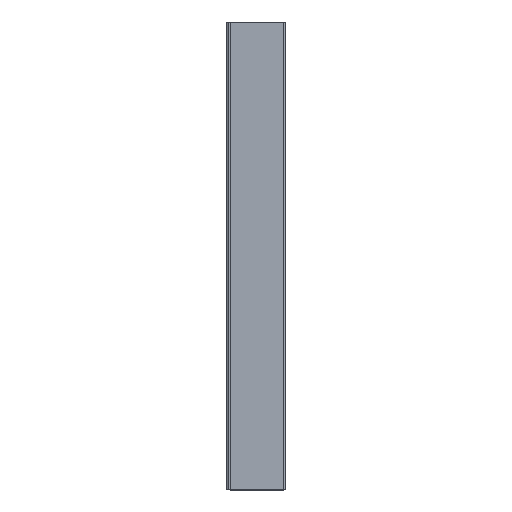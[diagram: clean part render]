
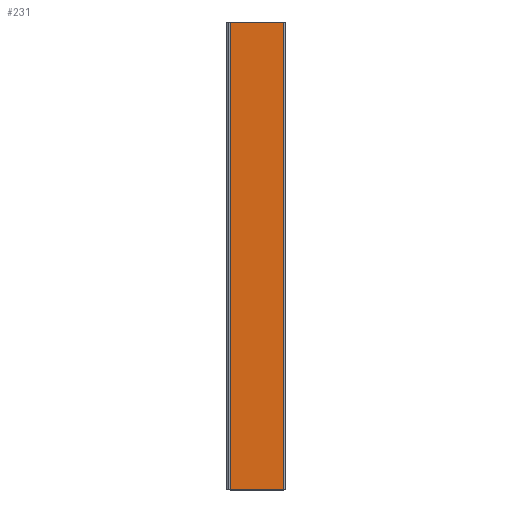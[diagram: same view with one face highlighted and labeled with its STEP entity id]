
A CAD part, top view. The second image highlights one B-rep face of the part: STEP entity #231.
In plain terms, the highlighted planar face has unit normal (0, 0, 1).
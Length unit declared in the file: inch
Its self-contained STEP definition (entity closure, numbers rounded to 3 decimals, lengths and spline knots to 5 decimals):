
#168=CARTESIAN_POINT('',(0.3425,6.0,0.045));
#169=VERTEX_POINT('',#168);
#177=CARTESIAN_POINT('',(0.3425,0.0,0.045));
#178=VERTEX_POINT('',#177);
#179=CARTESIAN_POINT('',(0.3425,0.0,0.045));
#180=DIRECTION('',(0.0,1.0,-0.0));
#181=VECTOR('',#180,1.0);
#182=LINE('',#179,#181);
#183=EDGE_CURVE('',#178,#169,#182,.T.);
#201=CARTESIAN_POINT('',(-0.3425,6.0,0.045));
#202=VERTEX_POINT('',#201);
#203=CARTESIAN_POINT('',(-0.3425,6.0,0.045));
#204=DIRECTION('',(-1.0,-0.0,-0.0));
#205=VECTOR('',#204,1.0);
#206=LINE('',#203,#205);
#207=EDGE_CURVE('',#169,#202,#206,.T.);
#208=ORIENTED_EDGE('',*,*,#207,.T.);
#209=CARTESIAN_POINT('',(-0.3425,0.0,0.045));
#210=VERTEX_POINT('',#209);
#211=CARTESIAN_POINT('',(-0.3425,0.0,0.045));
#212=DIRECTION('',(0.0,1.0,-0.0));
#213=VECTOR('',#212,1.0);
#214=LINE('',#211,#213);
#215=EDGE_CURVE('',#210,#202,#214,.T.);
#216=ORIENTED_EDGE('',*,*,#215,.F.);
#217=CARTESIAN_POINT('',(-0.3425,0.0,0.045));
#218=DIRECTION('',(1.0,0.0,0.0));
#219=VECTOR('',#218,1.0);
#220=LINE('',#217,#219);
#221=EDGE_CURVE('',#210,#178,#220,.T.);
#222=ORIENTED_EDGE('',*,*,#221,.T.);
#223=ORIENTED_EDGE('',*,*,#183,.T.);
#224=EDGE_LOOP('',(#208,#216,#222,#223));
#225=FACE_OUTER_BOUND('',#224,.T.);
#226=CARTESIAN_POINT('',(0.0,0.0,0.045));
#227=DIRECTION('',(-0.0,0.0,1.0));
#228=DIRECTION('',(1.0,0.0,0.0));
#229=AXIS2_PLACEMENT_3D('',#226,#227,#228);
#230=PLANE('',#229);
#231=ADVANCED_FACE('',(#225),#230,.T.);
